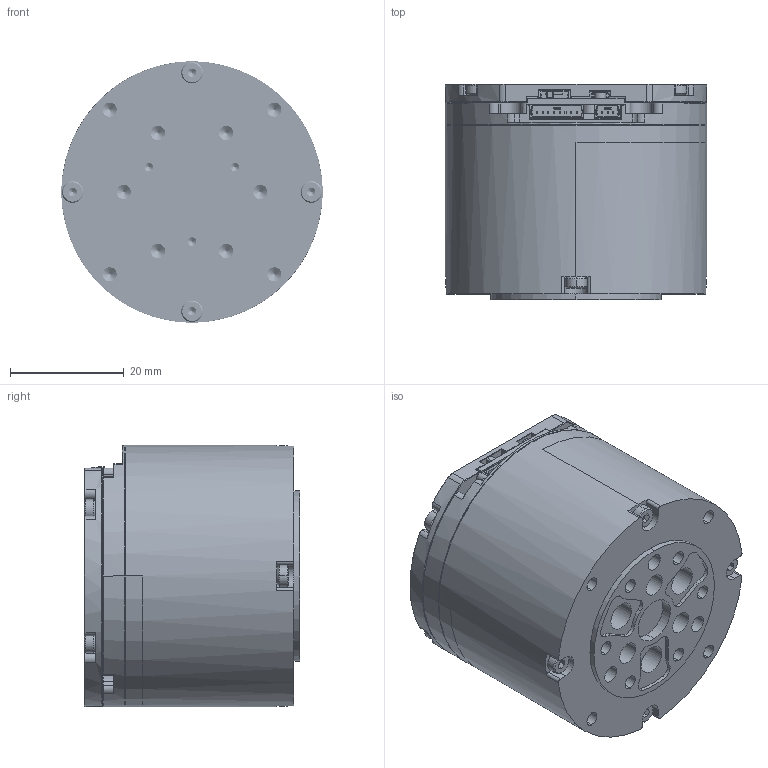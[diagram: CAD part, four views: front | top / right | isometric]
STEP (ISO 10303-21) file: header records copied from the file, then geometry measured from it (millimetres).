
FILE_DESCRIPTION (( 'STEP AP214' ), '1' );
FILE_NAME ('dm_3505_3d-241021.STEP', '2024-10-21T02:28:10', ( '' ), ( '' ), 'SwSTEP 2.0', 'SolidWorks 2020', '' );
FILE_SCHEMA (( 'AUTOMOTIVE_DESIGN' ));
Length unit declared in the file: millimetre
Products named in the file (7): M2-5_Défaut; _M2_5-60001_Défaut; dm_3505_3d-241021; 3505_3D0001_Défaut; 3505_0002_Défaut; 3505_00_Défaut; DM3505_V3_0-240508A_Défaut
Assembly tree (15 placements, depth 2):
  dm_3505_3d-241021
    3505_3D0001_Défaut
    3505_00_Défaut
    DM3505_V3_0-240508A_Défaut
    3505_0002_Défaut
    M2-5_Défaut  x8
    _M2_5-60001_Défaut  x3
Bounding box: 46 x 37.9 x 46 mm (x, y, z)
Volume: 6342.9 mm3; surface area: 21512.6 mm2
Topology: 15 solids, 20 shells, 2114 faces, 5506 edges, 3469 vertices
Faces by surface type: plane 989, cylinder 645, cone 270, bspline 192, torus 18
Entity records: 53936 total; most frequent: CARTESIAN_POINT 15350, ORIENTED_EDGE 8022, DIRECTION 7743, EDGE_CURVE 4019, LINE 2693, VECTOR 2693, VERTEX_POINT 2579, AXIS2_PLACEMENT_3D 2525
